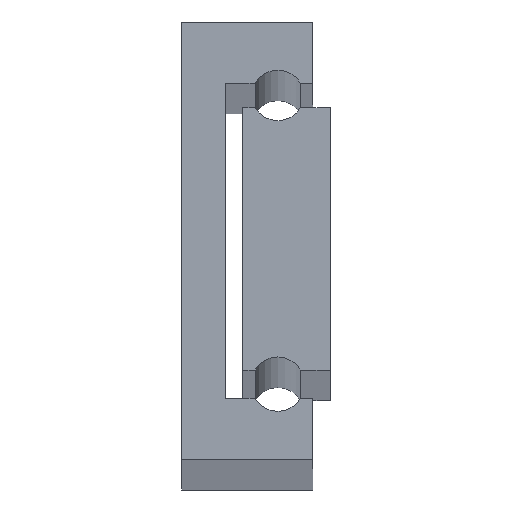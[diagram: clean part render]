
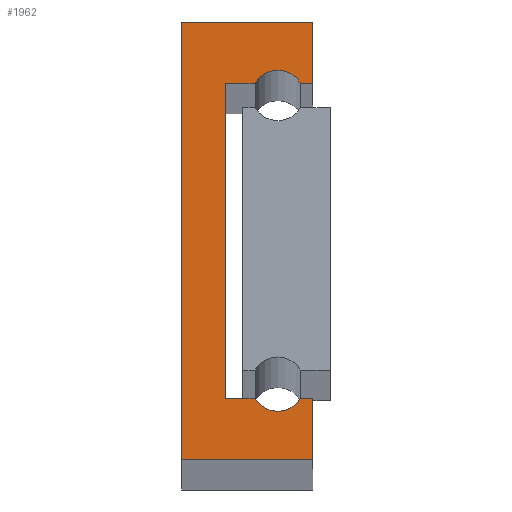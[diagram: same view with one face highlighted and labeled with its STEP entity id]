
A CAD part, top view. The second image highlights one B-rep face of the part: STEP entity #1962.
In plain terms, the highlighted planar face has unit normal (0, 0, 1).
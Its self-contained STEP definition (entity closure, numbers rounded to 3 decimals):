
#35 = VECTOR ( 'NONE', #1394, 1000. ) ;
#45 = VECTOR ( 'NONE', #1777, 1000. ) ;
#87 = AXIS2_PLACEMENT_3D ( 'NONE', #1690, #1057, #1642 ) ;
#104 = VERTEX_POINT ( 'NONE', #1948 ) ;
#131 = DIRECTION ( 'NONE',  ( 1., 0., 0. ) ) ;
#148 = LINE ( 'NONE', #1484, #1529 ) ;
#153 = CARTESIAN_POINT ( 'NONE',  ( 5., 43., 1000. ) ) ;
#154 = VECTOR ( 'NONE', #781, 1000. ) ;
#155 = VERTEX_POINT ( 'NONE', #153 ) ;
#158 = CARTESIAN_POINT ( 'NONE',  ( 8.402, 43., 1000. ) ) ;
#167 = CARTESIAN_POINT ( 'NONE',  ( 13.598, 7., 1000. ) ) ;
#196 = CARTESIAN_POINT ( 'NONE',  ( 15., 7., 1000. ) ) ;
#229 = ORIENTED_EDGE ( 'NONE', *, *, #1214, .T. ) ;
#262 = EDGE_CURVE ( 'NONE', #1206, #104, #1387, .T. ) ;
#307 = EDGE_CURVE ( 'NONE', #1968, #863, #637, .T. ) ;
#314 = ORIENTED_EDGE ( 'NONE', *, *, #262, .T. ) ;
#345 = CARTESIAN_POINT ( 'NONE',  ( 15., 50., 1000. ) ) ;
#348 = VERTEX_POINT ( 'NONE', #1880 ) ;
#354 = ORIENTED_EDGE ( 'NONE', *, *, #907, .T. ) ;
#365 = ORIENTED_EDGE ( 'NONE', *, *, #1037, .T. ) ;
#375 = CARTESIAN_POINT ( 'NONE',  ( 0., 0., 1000. ) ) ;
#409 = DIRECTION ( 'NONE',  ( 1., 0., 0. ) ) ;
#420 = PLANE ( 'NONE',  #1374 ) ;
#435 = CARTESIAN_POINT ( 'NONE',  ( 15., 7., 1000. ) ) ;
#444 = CARTESIAN_POINT ( 'NONE',  ( 5., 7., 1000. ) ) ;
#447 = FACE_OUTER_BOUND ( 'NONE', #1129, .T. ) ;
#463 = VERTEX_POINT ( 'NONE', #873 ) ;
#491 = LINE ( 'NONE', #1717, #154 ) ;
#572 = EDGE_CURVE ( 'NONE', #847, #155, #1052, .T. ) ;
#576 = AXIS2_PLACEMENT_3D ( 'NONE', #889, #1215, #1506 ) ;
#583 = ORIENTED_EDGE ( 'NONE', *, *, #572, .T. ) ;
#637 = LINE ( 'NONE', #196, #1939 ) ;
#642 = ORIENTED_EDGE ( 'NONE', *, *, #1541, .T. ) ;
#653 = CARTESIAN_POINT ( 'NONE',  ( 0., 0., 1000. ) ) ;
#659 = DIRECTION ( 'NONE',  ( 0., 1., 0. ) ) ;
#686 = DIRECTION ( 'NONE',  ( -1., 0., 0. ) ) ;
#721 = DIRECTION ( 'NONE',  ( -1., 0., 0. ) ) ;
#725 = LINE ( 'NONE', #375, #45 ) ;
#743 = ORIENTED_EDGE ( 'NONE', *, *, #1045, .T. ) ;
#744 = EDGE_CURVE ( 'NONE', #104, #1565, #1103, .T. ) ;
#781 = DIRECTION ( 'NONE',  ( 0., -1., 0. ) ) ;
#782 = CARTESIAN_POINT ( 'NONE',  ( 15., 0., 1000. ) ) ;
#792 = DIRECTION ( 'NONE',  ( 0., 1., 0. ) ) ;
#847 = VERTEX_POINT ( 'NONE', #980 ) ;
#863 = VERTEX_POINT ( 'NONE', #167 ) ;
#868 = LINE ( 'NONE', #1609, #1697 ) ;
#873 = CARTESIAN_POINT ( 'NONE',  ( 8.402, 7., 1000. ) ) ;
#887 = CARTESIAN_POINT ( 'NONE',  ( 15., 0., 1000. ) ) ;
#889 = CARTESIAN_POINT ( 'NONE',  ( 11., 41.5, 1000. ) ) ;
#907 = EDGE_CURVE ( 'NONE', #1595, #1471, #725, .T. ) ;
#963 = CIRCLE ( 'NONE', #87, 3. ) ;
#980 = CARTESIAN_POINT ( 'NONE',  ( 5., 7., 1000. ) ) ;
#1037 = EDGE_CURVE ( 'NONE', #348, #1206, #1275, .T. ) ;
#1045 = EDGE_CURVE ( 'NONE', #155, #348, #1533, .T. ) ;
#1052 = LINE ( 'NONE', #444, #35 ) ;
#1057 = DIRECTION ( 'NONE',  ( 0., 0., -1. ) ) ;
#1103 = LINE ( 'NONE', #345, #1537 ) ;
#1129 = EDGE_LOOP ( 'NONE', ( #1960, #354, #229, #1342, #1185, #1311, #583, #743, #365, #314, #1934, #642 ) ) ;
#1185 = ORIENTED_EDGE ( 'NONE', *, *, #1441, .T. ) ;
#1206 = VERTEX_POINT ( 'NONE', #1557 ) ;
#1214 = EDGE_CURVE ( 'NONE', #1471, #1968, #1857, .T. ) ;
#1215 = DIRECTION ( 'NONE',  ( 0., 0., -1. ) ) ;
#1275 = CIRCLE ( 'NONE', #576, 3. ) ;
#1277 = EDGE_CURVE ( 'NONE', #463, #847, #868, .T. ) ;
#1311 = ORIENTED_EDGE ( 'NONE', *, *, #1277, .T. ) ;
#1342 = ORIENTED_EDGE ( 'NONE', *, *, #307, .T. ) ;
#1359 = CARTESIAN_POINT ( 'NONE',  ( 11., 41.5, 1000. ) ) ;
#1374 = AXIS2_PLACEMENT_3D ( 'NONE', #1359, #1971, #1654 ) ;
#1387 = LINE ( 'NONE', #1770, #1812 ) ;
#1394 = DIRECTION ( 'NONE',  ( 0., 1., 0. ) ) ;
#1441 = EDGE_CURVE ( 'NONE', #863, #463, #963, .T. ) ;
#1443 = CARTESIAN_POINT ( 'NONE',  ( 0., 50., 1000. ) ) ;
#1471 = VERTEX_POINT ( 'NONE', #887 ) ;
#1484 = CARTESIAN_POINT ( 'NONE',  ( 0., 50., 1000. ) ) ;
#1506 = DIRECTION ( 'NONE',  ( -1., 0., 0. ) ) ;
#1528 = VECTOR ( 'NONE', #131, 1000. ) ;
#1529 = VECTOR ( 'NONE', #721, 1000. ) ;
#1533 = LINE ( 'NONE', #158, #1528 ) ;
#1537 = VECTOR ( 'NONE', #659, 1000. ) ;
#1541 = EDGE_CURVE ( 'NONE', #1565, #1815, #148, .T. ) ;
#1557 = CARTESIAN_POINT ( 'NONE',  ( 13.598, 43., 1000. ) ) ;
#1565 = VERTEX_POINT ( 'NONE', #1965 ) ;
#1586 = VECTOR ( 'NONE', #792, 1000. ) ;
#1595 = VERTEX_POINT ( 'NONE', #653 ) ;
#1596 = DIRECTION ( 'NONE',  ( -1., 0., 0. ) ) ;
#1609 = CARTESIAN_POINT ( 'NONE',  ( 8.402, 7., 1000. ) ) ;
#1642 = DIRECTION ( 'NONE',  ( 1., 0., 0. ) ) ;
#1644 = EDGE_CURVE ( 'NONE', #1815, #1595, #491, .T. ) ;
#1654 = DIRECTION ( 'NONE',  ( -1., 0., 0. ) ) ;
#1690 = CARTESIAN_POINT ( 'NONE',  ( 11., 8.5, 1000. ) ) ;
#1697 = VECTOR ( 'NONE', #686, 1000. ) ;
#1717 = CARTESIAN_POINT ( 'NONE',  ( 0., 0., 1000. ) ) ;
#1770 = CARTESIAN_POINT ( 'NONE',  ( 15., 43., 1000. ) ) ;
#1777 = DIRECTION ( 'NONE',  ( 1., 0., 0. ) ) ;
#1812 = VECTOR ( 'NONE', #409, 1000. ) ;
#1815 = VERTEX_POINT ( 'NONE', #1443 ) ;
#1857 = LINE ( 'NONE', #782, #1586 ) ;
#1880 = CARTESIAN_POINT ( 'NONE',  ( 8.402, 43., 1000. ) ) ;
#1934 = ORIENTED_EDGE ( 'NONE', *, *, #744, .T. ) ;
#1939 = VECTOR ( 'NONE', #1596, 1000. ) ;
#1948 = CARTESIAN_POINT ( 'NONE',  ( 15., 43., 1000. ) ) ;
#1960 = ORIENTED_EDGE ( 'NONE', *, *, #1644, .T. ) ;
#1962 = ADVANCED_FACE ( 'NONE', ( #447 ), #420, .F. ) ;
#1965 = CARTESIAN_POINT ( 'NONE',  ( 15., 50., 1000. ) ) ;
#1968 = VERTEX_POINT ( 'NONE', #435 ) ;
#1971 = DIRECTION ( 'NONE',  ( 0., 0., -1. ) ) ;
